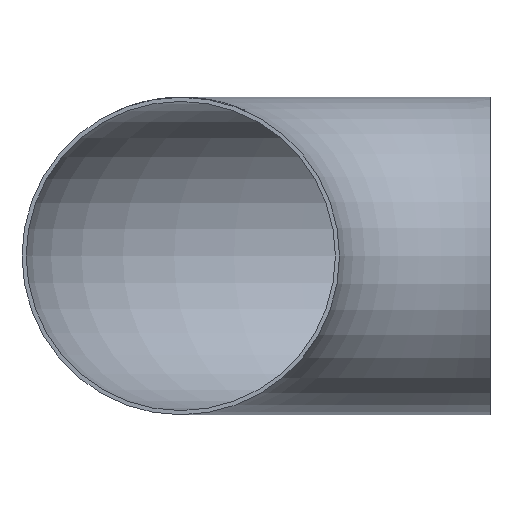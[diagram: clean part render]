
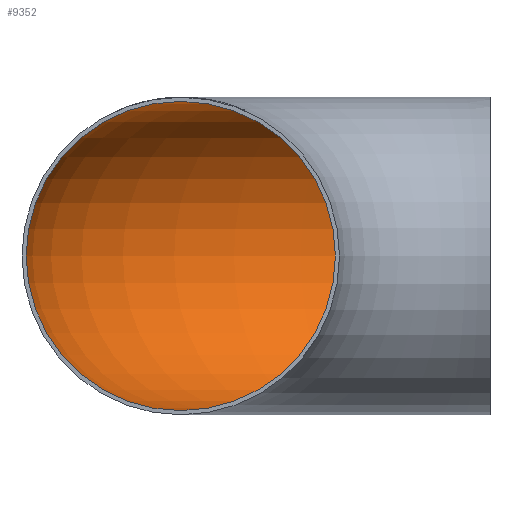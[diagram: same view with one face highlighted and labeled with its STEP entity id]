
A CAD part, front view. The second image highlights one B-rep face of the part: STEP entity #9352.
In plain terms, the highlighted toroidal (fillet/blend) face has major radius 150 mm and minor radius 75 mm.
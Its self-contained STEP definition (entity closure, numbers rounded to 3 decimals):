
#1287 = DIRECTION ( 'NONE',  ( 0., 0., 1. ) ) ;
#2018 = EDGE_LOOP ( 'NONE', ( #15636 ) ) ;
#2102 = AXIS2_PLACEMENT_3D ( 'NONE', #16627, #6268, #11433 ) ;
#2905 = CARTESIAN_POINT ( 'NONE',  ( -150., 0., 0. ) ) ;
#3329 = DIRECTION ( 'NONE',  ( 0., 1., 0. ) ) ;
#3472 = CARTESIAN_POINT ( 'NONE',  ( 0., 0., 0. ) ) ;
#3564 = CIRCLE ( 'NONE', #18073, 75. ) ;
#4885 = FACE_OUTER_BOUND ( 'NONE', #11734, .T. ) ;
#5214 = DIRECTION ( 'NONE',  ( -1., 0., 0. ) ) ;
#6268 = DIRECTION ( 'NONE',  ( 1., 0., 0. ) ) ;
#6623 = FACE_OUTER_BOUND ( 'NONE', #2018, .T. ) ;
#7377 = TOROIDAL_SURFACE ( 'NONE', #8060, 150., 75. ) ;
#8060 = AXIS2_PLACEMENT_3D ( 'NONE', #3472, #13318, #5214 ) ;
#9352 = ADVANCED_FACE ( 'NONE', ( #4885, #6623 ), #7377, .F. ) ;
#10198 = ORIENTED_EDGE ( 'NONE', *, *, #14507, .T. ) ;
#10385 = CARTESIAN_POINT ( 'NONE',  ( -150., 0., 75. ) ) ;
#11433 = DIRECTION ( 'NONE',  ( 0., 1., 0. ) ) ;
#11734 = EDGE_LOOP ( 'NONE', ( #10198 ) ) ;
#12211 = CARTESIAN_POINT ( 'NONE',  ( 0., 225., 0. ) ) ;
#13318 = DIRECTION ( 'NONE',  ( 0., 0., -1. ) ) ;
#14507 = EDGE_CURVE ( 'NONE', #15584, #15584, #19038, .T. ) ;
#15584 = VERTEX_POINT ( 'NONE', #12211 ) ;
#15636 = ORIENTED_EDGE ( 'NONE', *, *, #21256, .F. ) ;
#16627 = CARTESIAN_POINT ( 'NONE',  ( 0., 150., 0. ) ) ;
#18073 = AXIS2_PLACEMENT_3D ( 'NONE', #2905, #3329, #1287 ) ;
#19038 = CIRCLE ( 'NONE', #2102, 75. ) ;
#20037 = VERTEX_POINT ( 'NONE', #10385 ) ;
#21256 = EDGE_CURVE ( 'NONE', #20037, #20037, #3564, .T. ) ;
